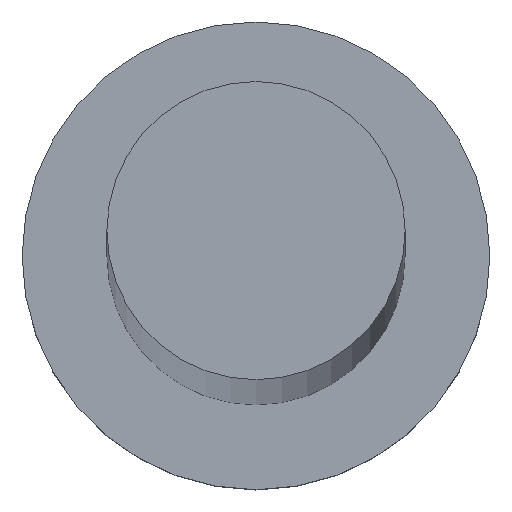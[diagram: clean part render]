
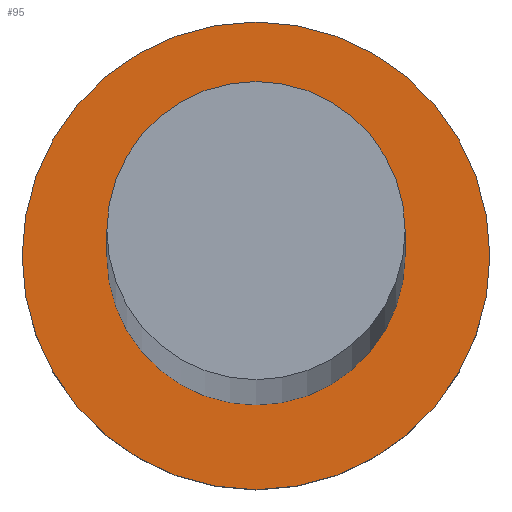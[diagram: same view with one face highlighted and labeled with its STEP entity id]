
A CAD part, top view. The second image highlights one B-rep face of the part: STEP entity #95.
In plain terms, the highlighted planar face has unit normal (0, 0, 1).
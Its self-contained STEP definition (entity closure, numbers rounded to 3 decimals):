
#2 = EDGE_CURVE ( 'NONE', #156, #211, #188, .T. ) ;
#12 = EDGE_CURVE ( 'NONE', #229, #26, #155, .T. ) ;
#22 = CARTESIAN_POINT ( 'NONE',  ( 0., 0., 5. ) ) ;
#24 = PLANE ( 'NONE',  #248 ) ;
#25 = CIRCLE ( 'NONE', #157, 5.1 ) ;
#26 = VERTEX_POINT ( 'NONE', #92 ) ;
#30 = EDGE_CURVE ( 'NONE', #26, #229, #251, .T. ) ;
#31 = DIRECTION ( 'NONE',  ( 1., 0., 0. ) ) ;
#45 = DIRECTION ( 'NONE',  ( 1., 0., 0. ) ) ;
#51 = CARTESIAN_POINT ( 'NONE',  ( 0., 0., 5. ) ) ;
#56 = DIRECTION ( 'NONE',  ( 0., 0., 1. ) ) ;
#61 = FACE_OUTER_BOUND ( 'NONE', #215, .T. ) ;
#75 = DIRECTION ( 'NONE',  ( 0., 0., 1. ) ) ;
#92 = CARTESIAN_POINT ( 'NONE',  ( -8., 0., 5. ) ) ;
#94 = DIRECTION ( 'NONE',  ( 0., 0., 1. ) ) ;
#95 = ADVANCED_FACE ( 'NONE', ( #237, #61 ), #24, .T. ) ;
#96 = DIRECTION ( 'NONE',  ( 1., 0., 0. ) ) ;
#112 = CARTESIAN_POINT ( 'NONE',  ( 0., 0., 5. ) ) ;
#125 = CARTESIAN_POINT ( 'NONE',  ( 5.1, 0., 5. ) ) ;
#138 = AXIS2_PLACEMENT_3D ( 'NONE', #112, #94, #45 ) ;
#155 = CIRCLE ( 'NONE', #138, 8. ) ;
#156 = VERTEX_POINT ( 'NONE', #125 ) ;
#157 = AXIS2_PLACEMENT_3D ( 'NONE', #51, #205, #183 ) ;
#164 = EDGE_LOOP ( 'NONE', ( #194, #241 ) ) ;
#165 = ORIENTED_EDGE ( 'NONE', *, *, #30, .T. ) ;
#166 = AXIS2_PLACEMENT_3D ( 'NONE', #172, #56, #96 ) ;
#172 = CARTESIAN_POINT ( 'NONE',  ( 0., 0., 5. ) ) ;
#173 = CARTESIAN_POINT ( 'NONE',  ( 0., 0., 5. ) ) ;
#175 = DIRECTION ( 'NONE',  ( 1., 0., 0. ) ) ;
#183 = DIRECTION ( 'NONE',  ( 1., 0., 0. ) ) ;
#188 = CIRCLE ( 'NONE', #255, 5.1 ) ;
#194 = ORIENTED_EDGE ( 'NONE', *, *, #238, .F. ) ;
#199 = CARTESIAN_POINT ( 'NONE',  ( -5.1, 0., 5. ) ) ;
#205 = DIRECTION ( 'NONE',  ( 0., 0., 1. ) ) ;
#211 = VERTEX_POINT ( 'NONE', #199 ) ;
#215 = EDGE_LOOP ( 'NONE', ( #165, #250 ) ) ;
#229 = VERTEX_POINT ( 'NONE', #242 ) ;
#237 = FACE_BOUND ( 'NONE', #164, .T. ) ;
#238 = EDGE_CURVE ( 'NONE', #211, #156, #25, .T. ) ;
#239 = DIRECTION ( 'NONE',  ( 0., 0., 1. ) ) ;
#241 = ORIENTED_EDGE ( 'NONE', *, *, #2, .F. ) ;
#242 = CARTESIAN_POINT ( 'NONE',  ( 8., 0., 5. ) ) ;
#248 = AXIS2_PLACEMENT_3D ( 'NONE', #173, #239, #31 ) ;
#250 = ORIENTED_EDGE ( 'NONE', *, *, #12, .T. ) ;
#251 = CIRCLE ( 'NONE', #166, 8. ) ;
#255 = AXIS2_PLACEMENT_3D ( 'NONE', #22, #75, #175 ) ;
